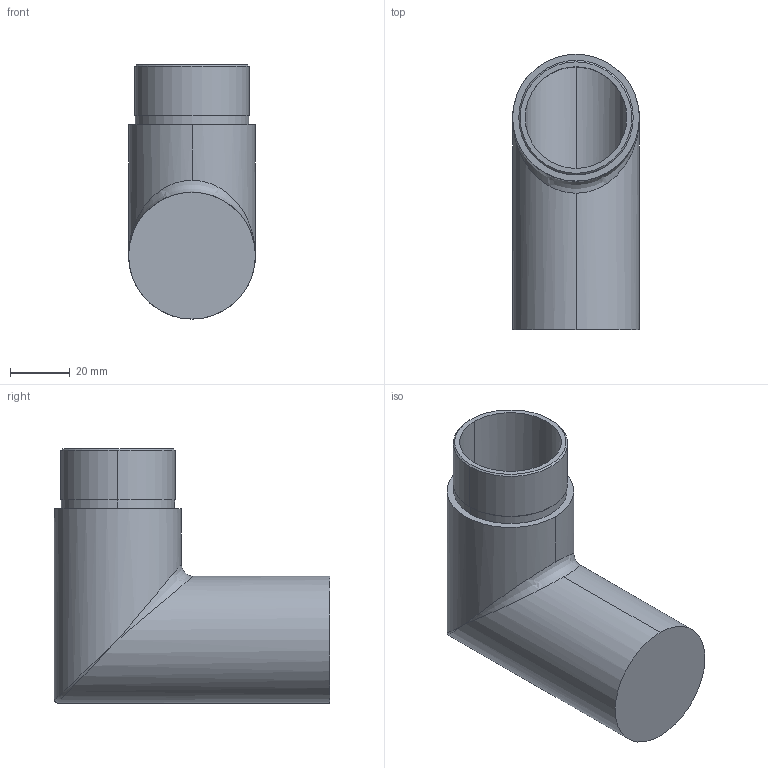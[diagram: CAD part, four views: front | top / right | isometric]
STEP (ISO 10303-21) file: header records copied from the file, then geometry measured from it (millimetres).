
FILE_DESCRIPTION (( 'STEP AP203' ), '1' );
FILE_NAME ('56223-320-L-92.step', '2020-11-09T10:10:48', ( '' ), ( '' ), 'SwSTEP 2.0', 'SolidWorks 2018', '' );
FILE_SCHEMA (( 'CONFIG_CONTROL_DESIGN' ));
Length unit declared in the file: millimetre
Products named in the file (2): 56223-320-L-92
Bounding box: 42.4 x 92 x 85 mm (x, y, z)
Volume: 65367.2 mm3; surface area: 34520 mm2
Topology: 1 solids, 1 shells, 298 faces, 793 edges, 524 vertices
Faces by surface type: bspline 137, plane 119, cylinder 40, cone 2
Entity records: 15020 total; most frequent: CARTESIAN_POINT 8428, ORIENTED_EDGE 1578, DIRECTION 911, EDGE_CURVE 789, VERTEX_POINT 524, LINE 365, VECTOR 365, EDGE_LOOP 329
